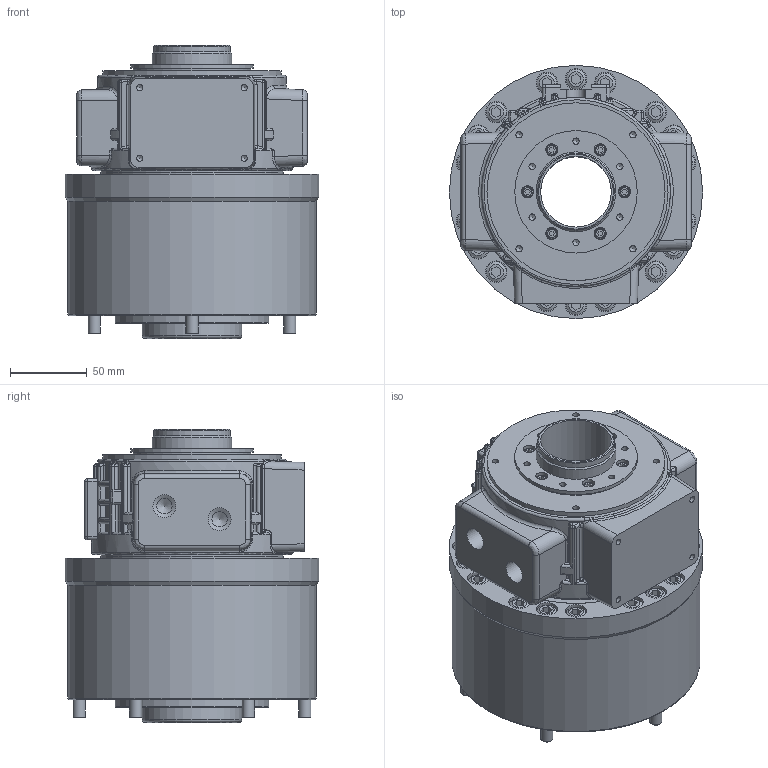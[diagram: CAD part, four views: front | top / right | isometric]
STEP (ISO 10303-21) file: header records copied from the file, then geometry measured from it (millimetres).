
FILE_DESCRIPTION(/* description */ (''),/* implementation_level */ '2;1');
FILE_NAME(/* name */ 'SD-13546.stp',/* time_stamp */ '2021-06-07T11:38:59+09:00',/* author */ ('KimChaHyun'),/* organization */ (''),/* preprocessor_version */ 'ST-DEVELOPER v16.5',/* originating_system */ 'Autodesk Inventor 2017',/* authorisation */ '');
FILE_SCHEMA (('AUTOMOTIVE_DESIGN { 1 0 10303 214 3 1 1 }'));
Length unit declared in the file: millimetre
Products named in the file (5): SD-13546; SD-13546_1; M4 x 12L; M8 x 30L; M8 x 95L
Assembly tree (25 placements, depth 2):
  SD-13546
    SD-13546_1
    M4 x 12L  x6
    M8 x 30L  x12
    M8 x 95L  x6
Bounding box: 165 x 165 x 191 mm (x, y, z)
Volume: 2679537.4 mm3; surface area: 248902.2 mm2
Topology: 25 solids, 25 shells, 1009 faces, 2223 edges, 1384 vertices
Faces by surface type: plane 404, cylinder 308, bspline 100, cone 96, torus 70, sphere 31
Full cylindrical faces by diameter (mm): 4.134 x18, 4.5 x6, 4.917 x3, 5 x6, 7 x6, 8 x24, 8.376 x12, 9 x18, 10 x4, 13 x18, 14 x18, 14.95 x4, 46 x1, 48 x2, 50 x1, 52 x2, 52.5 x1, 53 x1, 54 x1, 65 x1, 76.8 x1, 79.8 x1, 80 x1, 100 x1, 116 x1, 119.001 x1, 162 x1, 165 x1
Entity records: 22260 total; most frequent: CARTESIAN_POINT 6876, DIRECTION 3303, ORIENTED_EDGE 2846, AXIS2_PLACEMENT_3D 1446, EDGE_CURVE 1423, EDGE_LOOP 971, VERTEX_POINT 958, CIRCLE 718
